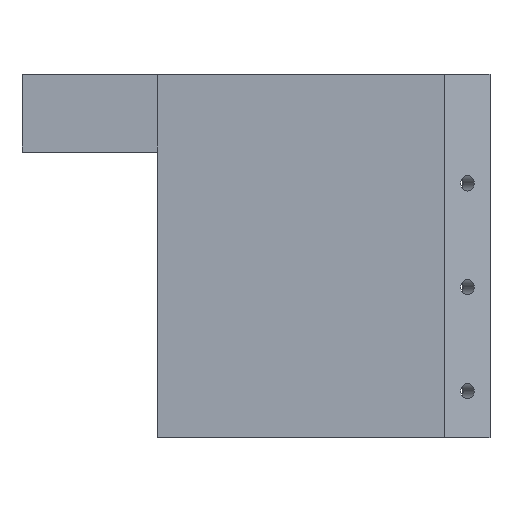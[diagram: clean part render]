
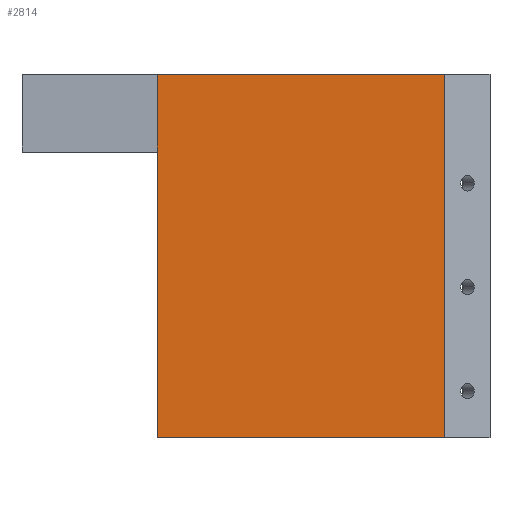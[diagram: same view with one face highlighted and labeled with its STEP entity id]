
A CAD part, left-side view. The second image highlights one B-rep face of the part: STEP entity #2814.
In plain terms, the highlighted planar face has unit normal (-1, 0, 0).
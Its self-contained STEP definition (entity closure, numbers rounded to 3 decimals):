
#163 = PLANE('',#164);
#164 = AXIS2_PLACEMENT_3D('',#165,#166,#167);
#165 = CARTESIAN_POINT('',(-45.,64.062,0.));
#166 = DIRECTION('',(-0.,-1.,-0.));
#167 = DIRECTION('',(-1.,-0.,-0.));
#522 = PLANE('',#523);
#523 = AXIS2_PLACEMENT_3D('',#524,#525,#526);
#524 = CARTESIAN_POINT('',(-32.362,40.662,0.));
#525 = DIRECTION('',(0.,0.,1.));
#526 = DIRECTION('',(1.,0.,0.));
#737 = VERTEX_POINT('',#738);
#738 = CARTESIAN_POINT('',(-45.,64.062,0.));
#759 = EDGE_CURVE('',#737,#760,#762,.T.);
#760 = VERTEX_POINT('',#761);
#761 = CARTESIAN_POINT('',(-45.,64.062,55.));
#762 = SURFACE_CURVE('',#763,(#767,#774),.PCURVE_S1.);
#763 = LINE('',#764,#765);
#764 = CARTESIAN_POINT('',(-45.,64.062,0.));
#765 = VECTOR('',#766,1.);
#766 = DIRECTION('',(0.,0.,1.));
#767 = PCURVE('',#163,#768);
#768 = DEFINITIONAL_REPRESENTATION('',(#769),#773);
#769 = LINE('',#770,#771);
#770 = CARTESIAN_POINT('',(-0.,0.));
#771 = VECTOR('',#772,1.);
#772 = DIRECTION('',(-0.,-1.));
#773 = ( GEOMETRIC_REPRESENTATION_CONTEXT(2) 
PARAMETRIC_REPRESENTATION_CONTEXT() REPRESENTATION_CONTEXT('2D SPACE',''
  ) );
#774 = PCURVE('',#775,#780);
#775 = PLANE('',#776);
#776 = AXIS2_PLACEMENT_3D('',#777,#778,#779);
#777 = CARTESIAN_POINT('',(-45.,64.062,0.));
#778 = DIRECTION('',(-1.,-0.,-0.));
#779 = DIRECTION('',(0.,1.,0.));
#780 = DEFINITIONAL_REPRESENTATION('',(#781),#785);
#781 = LINE('',#782,#783);
#782 = CARTESIAN_POINT('',(-0.,0.));
#783 = VECTOR('',#784,1.);
#784 = DIRECTION('',(-0.,-1.));
#785 = ( GEOMETRIC_REPRESENTATION_CONTEXT(2) 
PARAMETRIC_REPRESENTATION_CONTEXT() REPRESENTATION_CONTEXT('2D SPACE',''
  ) );
#913 = PLANE('',#914);
#914 = AXIS2_PLACEMENT_3D('',#915,#916,#917);
#915 = CARTESIAN_POINT('',(-45.,64.062,70.));
#916 = DIRECTION('',(-1.,0.,0.));
#917 = DIRECTION('',(0.,0.,-1.));
#1802 = VERTEX_POINT('',#1803);
#1803 = CARTESIAN_POINT('',(-45.,8.66,0.));
#1817 = PLANE('',#1818);
#1818 = AXIS2_PLACEMENT_3D('',#1819,#1820,#1821);
#1819 = CARTESIAN_POINT('',(-40.,0.,0.));
#1820 = DIRECTION('',(0.866,0.5,0.));
#1821 = DIRECTION('',(0.5,-0.866,0.));
#1829 = EDGE_CURVE('',#737,#1802,#1830,.T.);
#1830 = SURFACE_CURVE('',#1831,(#1835,#1842),.PCURVE_S1.);
#1831 = LINE('',#1832,#1833);
#1832 = CARTESIAN_POINT('',(-45.,64.062,0.));
#1833 = VECTOR('',#1834,1.);
#1834 = DIRECTION('',(-0.,-1.,-0.));
#1835 = PCURVE('',#522,#1836);
#1836 = DEFINITIONAL_REPRESENTATION('',(#1837),#1841);
#1837 = LINE('',#1838,#1839);
#1838 = CARTESIAN_POINT('',(-12.638,23.4));
#1839 = VECTOR('',#1840,1.);
#1840 = DIRECTION('',(-0.,-1.));
#1841 = ( GEOMETRIC_REPRESENTATION_CONTEXT(2) 
PARAMETRIC_REPRESENTATION_CONTEXT() REPRESENTATION_CONTEXT('2D SPACE',''
  ) );
#1842 = PCURVE('',#775,#1843);
#1843 = DEFINITIONAL_REPRESENTATION('',(#1844),#1848);
#1844 = LINE('',#1845,#1846);
#1845 = CARTESIAN_POINT('',(-0.,0.));
#1846 = VECTOR('',#1847,1.);
#1847 = DIRECTION('',(-1.,0.));
#1848 = ( GEOMETRIC_REPRESENTATION_CONTEXT(2) 
PARAMETRIC_REPRESENTATION_CONTEXT() REPRESENTATION_CONTEXT('2D SPACE',''
  ) );
#2744 = PLANE('',#2745);
#2745 = AXIS2_PLACEMENT_3D('',#2746,#2747,#2748);
#2746 = CARTESIAN_POINT('',(-32.362,40.662,70.));
#2747 = DIRECTION('',(0.,0.,1.));
#2748 = DIRECTION('',(1.,0.,0.));
#2814 = ADVANCED_FACE('',(#2815),#775,.T.);
#2815 = FACE_BOUND('',#2816,.F.);
#2816 = EDGE_LOOP('',(#2817,#2818,#2841,#2864,#2885));
#2817 = ORIENTED_EDGE('',*,*,#759,.T.);
#2818 = ORIENTED_EDGE('',*,*,#2819,.T.);
#2819 = EDGE_CURVE('',#760,#2820,#2822,.T.);
#2820 = VERTEX_POINT('',#2821);
#2821 = CARTESIAN_POINT('',(-45.,64.062,70.));
#2822 = SURFACE_CURVE('',#2823,(#2827,#2834),.PCURVE_S1.);
#2823 = LINE('',#2824,#2825);
#2824 = CARTESIAN_POINT('',(-45.,64.062,0.));
#2825 = VECTOR('',#2826,1.);
#2826 = DIRECTION('',(0.,0.,1.));
#2827 = PCURVE('',#775,#2828);
#2828 = DEFINITIONAL_REPRESENTATION('',(#2829),#2833);
#2829 = LINE('',#2830,#2831);
#2830 = CARTESIAN_POINT('',(-0.,0.));
#2831 = VECTOR('',#2832,1.);
#2832 = DIRECTION('',(-0.,-1.));
#2833 = ( GEOMETRIC_REPRESENTATION_CONTEXT(2) 
PARAMETRIC_REPRESENTATION_CONTEXT() REPRESENTATION_CONTEXT('2D SPACE',''
  ) );
#2834 = PCURVE('',#913,#2835);
#2835 = DEFINITIONAL_REPRESENTATION('',(#2836),#2840);
#2836 = LINE('',#2837,#2838);
#2837 = CARTESIAN_POINT('',(70.,0.));
#2838 = VECTOR('',#2839,1.);
#2839 = DIRECTION('',(-1.,0.));
#2840 = ( GEOMETRIC_REPRESENTATION_CONTEXT(2) 
PARAMETRIC_REPRESENTATION_CONTEXT() REPRESENTATION_CONTEXT('2D SPACE',''
  ) );
#2841 = ORIENTED_EDGE('',*,*,#2842,.T.);
#2842 = EDGE_CURVE('',#2820,#2843,#2845,.T.);
#2843 = VERTEX_POINT('',#2844);
#2844 = CARTESIAN_POINT('',(-45.,8.66,70.));
#2845 = SURFACE_CURVE('',#2846,(#2850,#2857),.PCURVE_S1.);
#2846 = LINE('',#2847,#2848);
#2847 = CARTESIAN_POINT('',(-45.,64.062,70.));
#2848 = VECTOR('',#2849,1.);
#2849 = DIRECTION('',(-0.,-1.,-0.));
#2850 = PCURVE('',#775,#2851);
#2851 = DEFINITIONAL_REPRESENTATION('',(#2852),#2856);
#2852 = LINE('',#2853,#2854);
#2853 = CARTESIAN_POINT('',(-0.,-70.));
#2854 = VECTOR('',#2855,1.);
#2855 = DIRECTION('',(-1.,0.));
#2856 = ( GEOMETRIC_REPRESENTATION_CONTEXT(2) 
PARAMETRIC_REPRESENTATION_CONTEXT() REPRESENTATION_CONTEXT('2D SPACE',''
  ) );
#2857 = PCURVE('',#2744,#2858);
#2858 = DEFINITIONAL_REPRESENTATION('',(#2859),#2863);
#2859 = LINE('',#2860,#2861);
#2860 = CARTESIAN_POINT('',(-12.638,23.4));
#2861 = VECTOR('',#2862,1.);
#2862 = DIRECTION('',(-0.,-1.));
#2863 = ( GEOMETRIC_REPRESENTATION_CONTEXT(2) 
PARAMETRIC_REPRESENTATION_CONTEXT() REPRESENTATION_CONTEXT('2D SPACE',''
  ) );
#2864 = ORIENTED_EDGE('',*,*,#2865,.F.);
#2865 = EDGE_CURVE('',#1802,#2843,#2866,.T.);
#2866 = SURFACE_CURVE('',#2867,(#2871,#2878),.PCURVE_S1.);
#2867 = LINE('',#2868,#2869);
#2868 = CARTESIAN_POINT('',(-45.,8.66,0.));
#2869 = VECTOR('',#2870,1.);
#2870 = DIRECTION('',(0.,0.,1.));
#2871 = PCURVE('',#775,#2872);
#2872 = DEFINITIONAL_REPRESENTATION('',(#2873),#2877);
#2873 = LINE('',#2874,#2875);
#2874 = CARTESIAN_POINT('',(-55.402,0.));
#2875 = VECTOR('',#2876,1.);
#2876 = DIRECTION('',(-0.,-1.));
#2877 = ( GEOMETRIC_REPRESENTATION_CONTEXT(2) 
PARAMETRIC_REPRESENTATION_CONTEXT() REPRESENTATION_CONTEXT('2D SPACE',''
  ) );
#2878 = PCURVE('',#1817,#2879);
#2879 = DEFINITIONAL_REPRESENTATION('',(#2880),#2884);
#2880 = LINE('',#2881,#2882);
#2881 = CARTESIAN_POINT('',(-10.,0.));
#2882 = VECTOR('',#2883,1.);
#2883 = DIRECTION('',(-0.,-1.));
#2884 = ( GEOMETRIC_REPRESENTATION_CONTEXT(2) 
PARAMETRIC_REPRESENTATION_CONTEXT() REPRESENTATION_CONTEXT('2D SPACE',''
  ) );
#2885 = ORIENTED_EDGE('',*,*,#1829,.F.);
